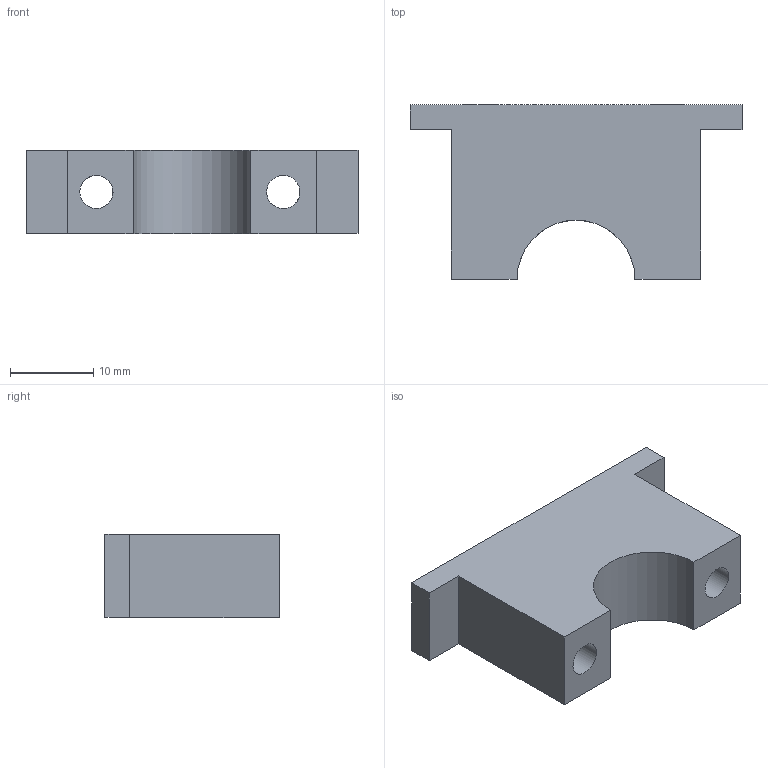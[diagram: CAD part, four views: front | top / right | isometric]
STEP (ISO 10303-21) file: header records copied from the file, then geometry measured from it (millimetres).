
FILE_DESCRIPTION(/* description */ (''),/* implementation_level */ '2;1');
FILE_NAME(/* name */ '',/* time_stamp */ '2025-11-24T20:50:17+03:00',/* author */ ('katya_notebook'),/* organization */ (''),/* preprocessor_version */ 'ST-DEVELOPER v20',/* originating_system */ 'Autodesk Inventor 2024',/* authorisation */ '');
FILE_SCHEMA (('AUTOMOTIVE_DESIGN { 1 0 10303 214 3 1 1 }'));
Length unit declared in the file: millimetre
Products named in the file (1): цили
Bounding box: 40 x 21 x 10 mm (x, y, z)
Volume: 5279.6 mm3; surface area: 2939.1 mm2
Topology: 1 solids, 1 shells, 14 faces, 36 edges, 24 vertices
Faces by surface type: plane 11, bspline 2, cylinder 1
Entity records: 791 total; most frequent: CARTESIAN_POINT 407, ORIENTED_EDGE 72, DIRECTION 60, EDGE_CURVE 36, LINE 30, VECTOR 30, VERTEX_POINT 24, EDGE_LOOP 18
